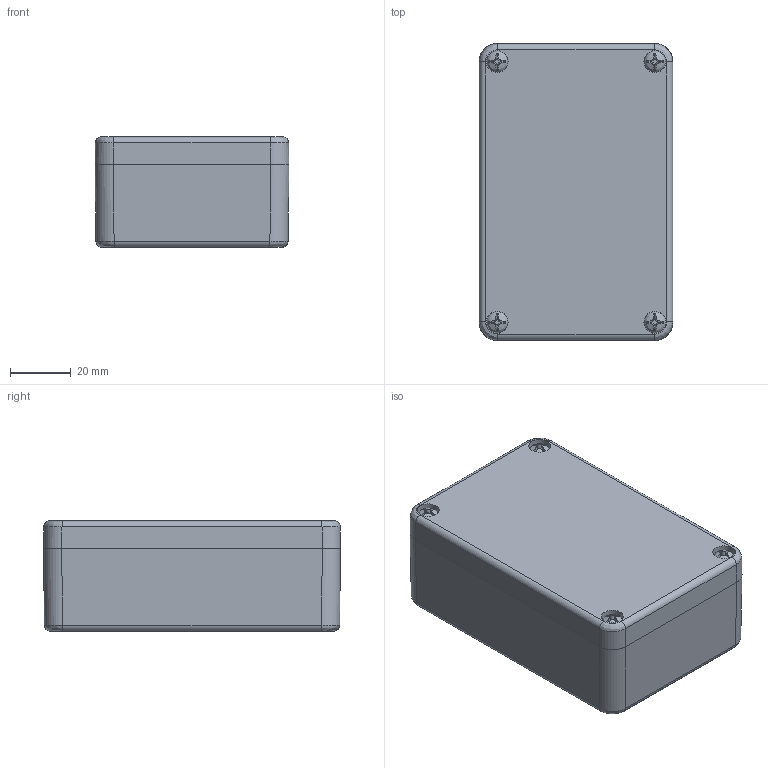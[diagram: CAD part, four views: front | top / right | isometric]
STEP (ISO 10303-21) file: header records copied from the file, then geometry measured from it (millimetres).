
FILE_DESCRIPTION(/* description */ (''),/* implementation_level */ '2;1');
FILE_NAME(/* name */ '01100604000-RST.stp',/* time_stamp */ '2021-09-02T11:37:31+02:00',/* author */ ('sl'),/* organization */ (''),/* preprocessor_version */ 'ST-DEVELOPER v16.5',/* originating_system */ 'Autodesk Inventor 2017',/* authorisation */ '');
FILE_SCHEMA (('AUTOMOTIVE_DESIGN { 1 0 10303 214 3 1 1 }'));
Length unit declared in the file: millimetre
Products named in the file (4): 01_100604_000; Deckel-ABS-Gehäuse-03-BT-0002-01_100604_000; UT-ABS-Gehäuse-03-BT-0001-01_100604_000; Schraube-M4x18x7
Assembly tree (6 placements, depth 2):
  01_100604_000
    Deckel-ABS-Gehäuse-03-BT-0002-01_100604_000
    UT-ABS-Gehäuse-03-BT-0001-01_100604_000
    Schraube-M4x18x7  x4
Bounding box: 64 x 98 x 36.4 mm (x, y, z)
Volume: 88286.3 mm3; surface area: 50561.4 mm2
Topology: 6 solids, 6 shells, 404 faces, 970 edges, 597 vertices
Faces by surface type: cylinder 141, plane 126, torus 62, cone 54, bspline 15, sphere 6
Full cylindrical faces by diameter (mm): 2.5 x10, 2.87 x4, 3.19 x1, 4 x4, 4.2 x4, 4.5 x4, 5 x4, 7 x4, 7.2 x4, 8 x2
Entity records: 9650 total; most frequent: CARTESIAN_POINT 2145, DIRECTION 1726, ORIENTED_EDGE 1368, AXIS2_PLACEMENT_3D 730, EDGE_CURVE 684, VERTEX_POINT 447, EDGE_LOOP 409, CIRCLE 368
